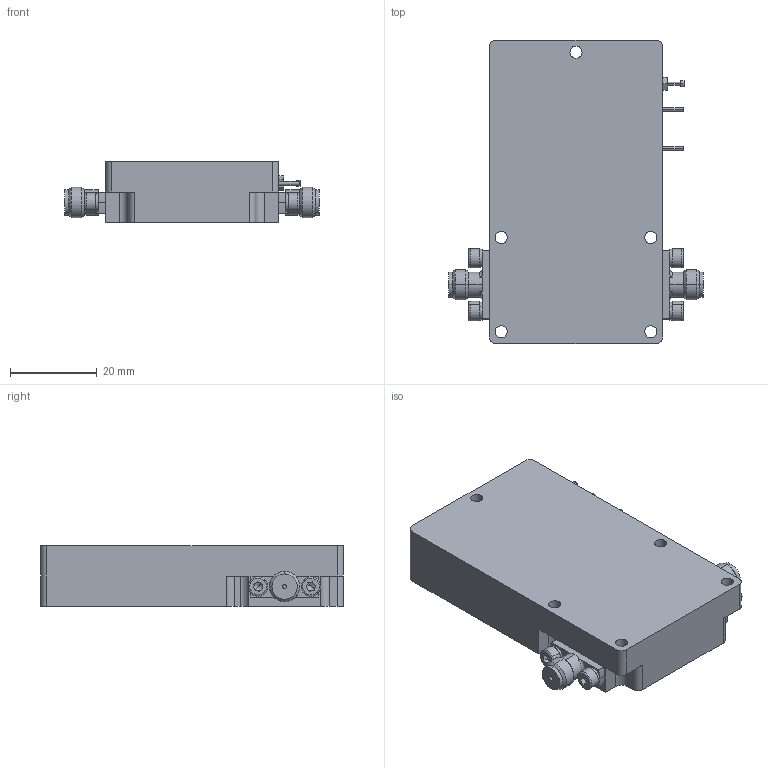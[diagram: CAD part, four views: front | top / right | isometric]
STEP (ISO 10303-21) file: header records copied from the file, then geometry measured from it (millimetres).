
FILE_DESCRIPTION (( 'STEP AP214' ), '1' );
FILE_NAME ('BP-HC-2.STEP', '2025-03-18T17:17:58', ( '' ), ( '' ), 'SwSTEP 2.0', 'SolidWorks 2021', '' );
FILE_SCHEMA (( 'AUTOMOTIVE_DESIGN' ));
Length unit declared in the file: inch
Products named in the file (1): BP-HC-2
Bounding box: 58.9 x 70 x 14 mm (x, y, z)
Volume: 38859.2 mm3; surface area: 10835.4 mm2
Topology: 14 solids, 14 shells, 313 faces, 786 edges, 496 vertices
Faces by surface type: plane 147, cylinder 122, cone 32, torus 12
Entity records: 13854 total; most frequent: CARTESIAN_POINT 1934, DIRECTION 1682, ORIENTED_EDGE 1540, EDGE_CURVE 770, AXIS2_PLACEMENT_3D 638, VERTEX_POINT 496, LINE 406, VECTOR 406
